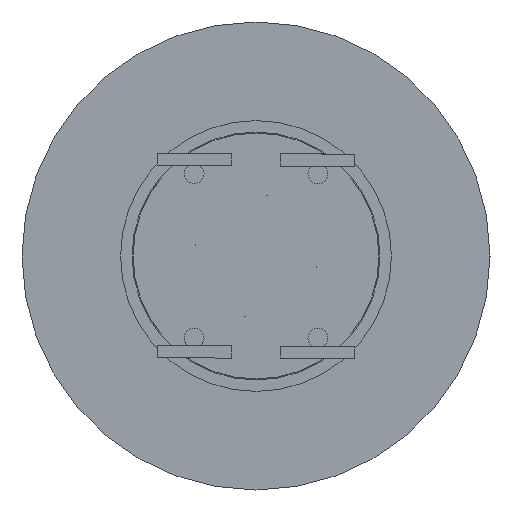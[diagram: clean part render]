
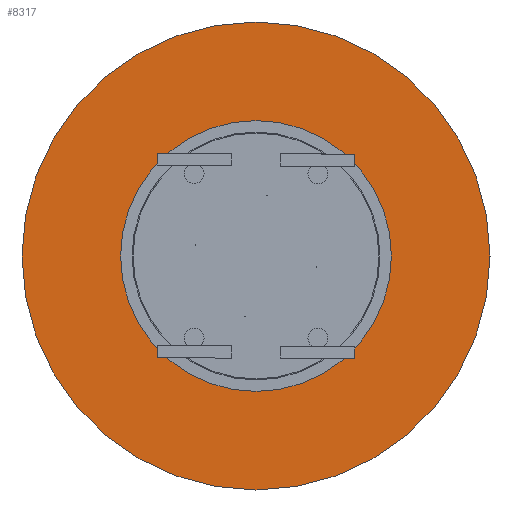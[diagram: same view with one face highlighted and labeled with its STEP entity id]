
A CAD part, left-side view. The second image highlights one B-rep face of the part: STEP entity #8317.
In plain terms, the highlighted planar face has unit normal (-1, 0, 0).
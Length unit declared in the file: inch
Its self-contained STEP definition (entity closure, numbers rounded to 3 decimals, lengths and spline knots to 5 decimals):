
#72 = VERTEX_POINT ( 'NONE', #8126 ) ;
#667 = EDGE_LOOP ( 'NONE', ( #8063, #8087 ) ) ;
#669 = EDGE_LOOP ( 'NONE', ( #8075, #8051 ) ) ;
#1298 = CARTESIAN_POINT ( 'NONE',  ( 0., 0., 0. ) ) ;
#1299 = DIRECTION ( 'NONE',  ( -1., 0., 0. ) ) ;
#1300 = DIRECTION ( 'NONE',  ( 0., 0., 1. ) ) ;
#2005 = CARTESIAN_POINT ( 'NONE',  ( 0., 0., 0. ) ) ;
#2006 = DIRECTION ( 'NONE',  ( -1., 0., 0. ) ) ;
#2007 = DIRECTION ( 'NONE',  ( 0., 0., 1. ) ) ;
#2049 = CARTESIAN_POINT ( 'NONE',  ( 0., 0., 0. ) ) ;
#2050 = DIRECTION ( 'NONE',  ( -1., 0., 0. ) ) ;
#2051 = DIRECTION ( 'NONE',  ( 0., 0., 1. ) ) ;
#2127 = CARTESIAN_POINT ( 'NONE',  ( 0., 0., 0. ) ) ;
#2128 = DIRECTION ( 'NONE',  ( -1., 0., 0. ) ) ;
#2129 = DIRECTION ( 'NONE',  ( 0., 0., 1. ) ) ;
#3476 = VERTEX_POINT ( 'NONE', #4658 ) ;
#3505 = VERTEX_POINT ( 'NONE', #4629 ) ;
#3649 = VERTEX_POINT ( 'NONE', #4485 ) ;
#4485 = CARTESIAN_POINT ( 'NONE',  ( 0., 0., 0.59 ) ) ;
#4629 = CARTESIAN_POINT ( 'NONE',  ( 0., 0., 0.3415 ) ) ;
#4658 = CARTESIAN_POINT ( 'NONE',  ( 0., 0., -0.3415 ) ) ;
#4801 = AXIS2_PLACEMENT_3D ( 'NONE', #6176, #6182, #6183 ) ;
#5453 = AXIS2_PLACEMENT_3D ( 'NONE', #2127, #2128, #2129 ) ;
#5455 = CIRCLE ( 'NONE', #5453, 0.3415 ) ;
#5486 = AXIS2_PLACEMENT_3D ( 'NONE', #2049, #2050, #2051 ) ;
#5489 = CIRCLE ( 'NONE', #5486, 0.3415 ) ;
#5511 = AXIS2_PLACEMENT_3D ( 'NONE', #2005, #2006, #2007 ) ;
#5514 = CIRCLE ( 'NONE', #5511, 0.59 ) ;
#5764 = AXIS2_PLACEMENT_3D ( 'NONE', #1298, #1299, #1300 ) ;
#5767 = CIRCLE ( 'NONE', #5764, 0.59 ) ;
#6173 = FACE_OUTER_BOUND ( 'NONE', #667, .T. ) ;
#6176 = CARTESIAN_POINT ( 'NONE',  ( 0., 0.59, 0. ) ) ;
#6179 = FACE_BOUND ( 'NONE', #669, .T. ) ;
#6180 = PLANE ( 'NONE',  #4801 ) ;
#6182 = DIRECTION ( 'NONE',  ( 1., 0., 0. ) ) ;
#6183 = DIRECTION ( 'NONE',  ( 0., 0., -1. ) ) ;
#8051 = ORIENTED_EDGE ( 'NONE', *, *, #8936, .F. ) ;
#8063 = ORIENTED_EDGE ( 'NONE', *, *, #8733, .T. ) ;
#8075 = ORIENTED_EDGE ( 'NONE', *, *, #8959, .F. ) ;
#8087 = ORIENTED_EDGE ( 'NONE', *, *, #8923, .T. ) ;
#8126 = CARTESIAN_POINT ( 'NONE',  ( 0., 0., -0.59 ) ) ;
#8317 = ADVANCED_FACE ( 'NONE', ( #6179, #6173 ), #6180, .F. ) ;
#8733 = EDGE_CURVE ( 'NONE', #3649, #72, #5767, .T. ) ;
#8923 = EDGE_CURVE ( 'NONE', #72, #3649, #5514, .T. ) ;
#8936 = EDGE_CURVE ( 'NONE', #3476, #3505, #5489, .T. ) ;
#8959 = EDGE_CURVE ( 'NONE', #3505, #3476, #5455, .T. ) ;
